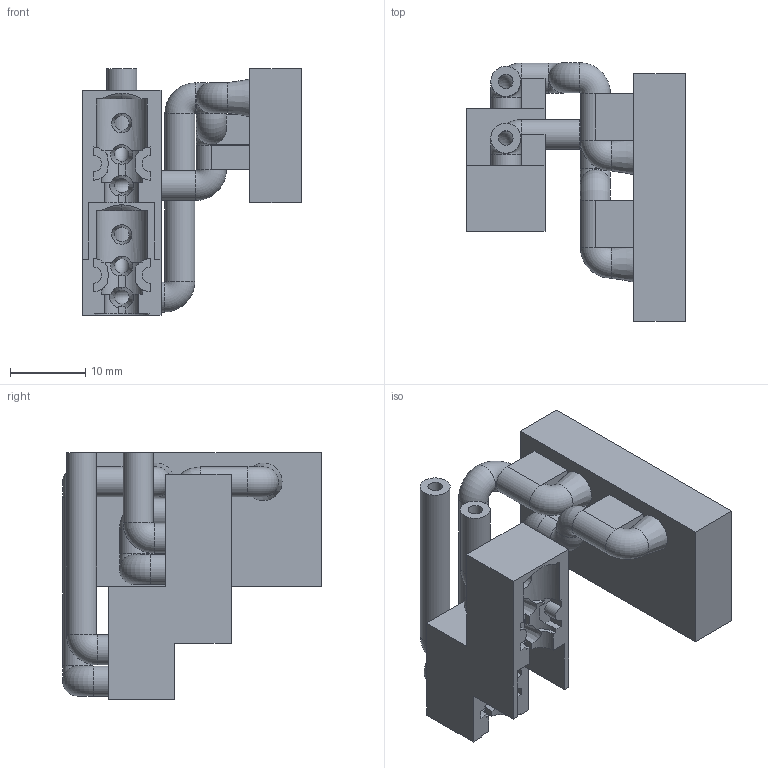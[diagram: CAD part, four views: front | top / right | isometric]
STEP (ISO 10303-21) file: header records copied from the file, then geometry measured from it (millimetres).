
FILE_DESCRIPTION (( 'STEP AP214' ), '1' );
FILE_NAME ('handdevice_tubeprint_v1.STEP', '2025-06-09T08:11:51', ( '' ), ( '' ), 'SwSTEP 2.0', 'SolidWorks 2024', '' );
FILE_SCHEMA (( 'AUTOMOTIVE_DESIGN' ));
Length unit declared in the file: millimetre
Products named in the file (1): handdevice_tubeprint_v1
Bounding box: 29.18 x 34.46 x 32.9 mm (x, y, z)
Volume: 7663.8 mm3; surface area: 7154.2 mm2
Topology: 1 solids, 1 shells, 205 faces, 581 edges, 363 vertices
Faces by surface type: plane 78, cylinder 77, torus 28, cone 18, sphere 4
Full cylindrical faces by diameter (mm): 1.934 x13, 2.95 x12, 4 x9
Entity records: 6478 total; most frequent: CARTESIAN_POINT 1608, DIRECTION 981, ORIENTED_EDGE 972, EDGE_CURVE 486, AXIS2_PLACEMENT_3D 375, VERTEX_POINT 336, EDGE_LOOP 288, FACE_OUTER_BOUND 267
